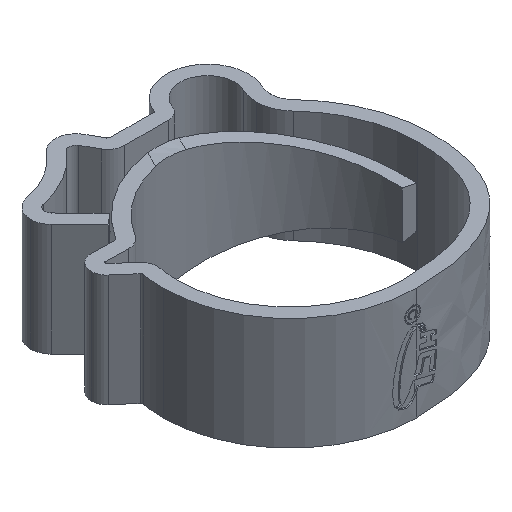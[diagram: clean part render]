
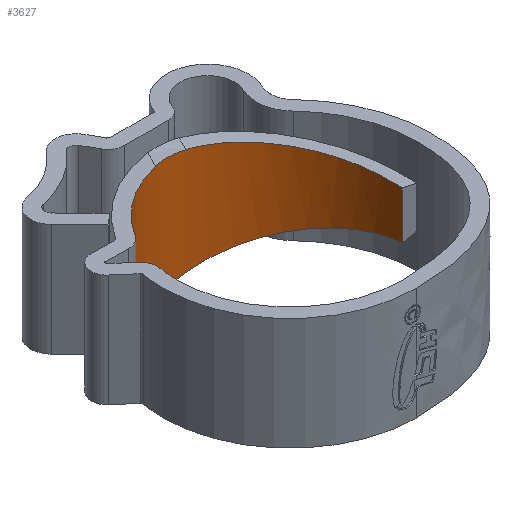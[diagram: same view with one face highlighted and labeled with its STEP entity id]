
A CAD part, isometric view. The second image highlights one B-rep face of the part: STEP entity #3627.
In plain terms, the highlighted cylindrical face has radius 8 mm (diameter 16 mm), a partial arc.
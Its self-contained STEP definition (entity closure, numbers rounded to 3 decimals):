
#127 = EDGE_CURVE ( 'NONE', #6209, #552, #1573, .T. ) ;
#198 = DIRECTION ( 'NONE',  ( 1., 0., 0. ) ) ;
#338 = DIRECTION ( 'NONE',  ( 0., 0., -1. ) ) ;
#379 = ORIENTED_EDGE ( 'NONE', *, *, #6655, .F. ) ;
#552 = VERTEX_POINT ( 'NONE', #3616 ) ;
#563 = AXIS2_PLACEMENT_3D ( 'NONE', #987, #4076, #198 ) ;
#619 = DIRECTION ( 'NONE',  ( 0., 0., -1. ) ) ;
#641 = CARTESIAN_POINT ( 'NONE',  ( 0., 0., -4. ) ) ;
#726 = CARTESIAN_POINT ( 'NONE',  ( 4.999, 7.647, -2.924 ) ) ;
#953 = VECTOR ( 'NONE', #338, 1000. ) ;
#987 = CARTESIAN_POINT ( 'NONE',  ( 0., 0., 4. ) ) ;
#1007 = LINE ( 'NONE', #2920, #953 ) ;
#1220 = VECTOR ( 'NONE', #5975, 1000. ) ;
#1360 = CARTESIAN_POINT ( 'NONE',  ( -0.952, 7.982, -4. ) ) ;
#1487 = VERTEX_POINT ( 'NONE', #7308 ) ;
#1529 = ORIENTED_EDGE ( 'NONE', *, *, #127, .T. ) ;
#1573 =( BOUNDED_CURVE ( )  B_SPLINE_CURVE ( 3, ( #4714, #7226, #5293, #7842 ),
 .UNSPECIFIED., .F., .F. ) 
 B_SPLINE_CURVE_WITH_KNOTS ( ( 4, 4 ),
 ( 0.429, 1.925 ),
 .UNSPECIFIED. ) 
 CURVE ( )  GEOMETRIC_REPRESENTATION_ITEM ( )  RATIONAL_B_SPLINE_CURVE ( ( 1., 0.822, 0.822, 1. ) ) 
 REPRESENTATION_ITEM ( '' )  );
#1760 = CARTESIAN_POINT ( 'NONE',  ( -6.778, 4.25, -4. ) ) ;
#2007 = DIRECTION ( 'NONE',  ( 1., 0., 0. ) ) ;
#2155 = AXIS2_PLACEMENT_3D ( 'NONE', #5616, #619, #4252 ) ;
#2252 = ORIENTED_EDGE ( 'NONE', *, *, #2266, .T. ) ;
#2266 = EDGE_CURVE ( 'NONE', #4365, #5051, #3428, .T. ) ;
#2401 = EDGE_CURVE ( 'NONE', #6209, #7004, #1007, .T. ) ;
#2491 = EDGE_CURVE ( 'NONE', #1487, #7493, #3839, .T. ) ;
#2722 = EDGE_CURVE ( 'NONE', #552, #6412, #6624, .T. ) ;
#2777 = CARTESIAN_POINT ( 'NONE',  ( 8., 0., -1.69 ) ) ;
#2920 = CARTESIAN_POINT ( 'NONE',  ( 8., 0., 4. ) ) ;
#2939 = CARTESIAN_POINT ( 'NONE',  ( 0.599, 7.978, 3.789 ) ) ;
#3267 = CARTESIAN_POINT ( 'NONE',  ( 8., 4.412, -2.073 ) ) ;
#3428 = LINE ( 'NONE', #5337, #1220 ) ;
#3616 = CARTESIAN_POINT ( 'NONE',  ( 0.599, 7.978, 3.789 ) ) ;
#3627 = ADVANCED_FACE ( 'NONE', ( #8168 ), #4412, .F. ) ;
#3778 = EDGE_CURVE ( 'NONE', #6412, #4365, #5214, .T. ) ;
#3839 = B_SPLINE_CURVE_WITH_KNOTS ( 'NONE', 3,
 ( #7618, #1360, #4524, #5228 ),
 .UNSPECIFIED., .F., .F.,
 ( 4, 4 ),
 ( 0., 0.002 ),
 .UNSPECIFIED. ) ;
#3927 = DIRECTION ( 'NONE',  ( 0., 0., 1. ) ) ;
#3956 = EDGE_CURVE ( 'NONE', #7493, #7004, #8126, .T. ) ;
#4076 = DIRECTION ( 'NONE',  ( 0., 0., 1. ) ) ;
#4140 = CARTESIAN_POINT ( 'NONE',  ( -6.778, 4.25, 4. ) ) ;
#4252 = DIRECTION ( 'NONE',  ( -1., 0., 0. ) ) ;
#4365 = VERTEX_POINT ( 'NONE', #4140 ) ;
#4412 = CYLINDRICAL_SURFACE ( 'NONE', #2155, 8. ) ;
#4524 = CARTESIAN_POINT ( 'NONE',  ( -0.176, 8.036, -3.941 ) ) ;
#4714 = CARTESIAN_POINT ( 'NONE',  ( 8., 0., 1.69 ) ) ;
#4805 = CARTESIAN_POINT ( 'NONE',  ( -1.725, 7.812, 4. ) ) ;
#4856 = ORIENTED_EDGE ( 'NONE', *, *, #3778, .T. ) ;
#5051 = VERTEX_POINT ( 'NONE', #1760 ) ;
#5181 = CARTESIAN_POINT ( 'NONE',  ( 0.599, 7.978, -3.789 ) ) ;
#5214 = CIRCLE ( 'NONE', #563, 8. ) ;
#5228 = CARTESIAN_POINT ( 'NONE',  ( 0.599, 7.978, -3.789 ) ) ;
#5293 = CARTESIAN_POINT ( 'NONE',  ( 4.999, 7.647, 2.924 ) ) ;
#5337 = CARTESIAN_POINT ( 'NONE',  ( -6.778, 4.25, 4. ) ) ;
#5602 = CARTESIAN_POINT ( 'NONE',  ( -0.176, 8.036, 3.941 ) ) ;
#5616 = CARTESIAN_POINT ( 'NONE',  ( 0., 0., 4. ) ) ;
#5646 = CARTESIAN_POINT ( 'NONE',  ( -1.725, 7.812, 4. ) ) ;
#5808 = AXIS2_PLACEMENT_3D ( 'NONE', #641, #3927, #2007 ) ;
#5975 = DIRECTION ( 'NONE',  ( 0., 0., -1. ) ) ;
#6037 = ORIENTED_EDGE ( 'NONE', *, *, #2722, .T. ) ;
#6082 = CIRCLE ( 'NONE', #5808, 8. ) ;
#6209 = VERTEX_POINT ( 'NONE', #7474 ) ;
#6397 = CARTESIAN_POINT ( 'NONE',  ( 8., 0., -1.69 ) ) ;
#6412 = VERTEX_POINT ( 'NONE', #4805 ) ;
#6556 = ORIENTED_EDGE ( 'NONE', *, *, #3956, .T. ) ;
#6624 = B_SPLINE_CURVE_WITH_KNOTS ( 'NONE', 3,
 ( #2939, #5602, #7371, #5646 ),
 .UNSPECIFIED., .F., .F.,
 ( 4, 4 ),
 ( 0., 0.002 ),
 .UNSPECIFIED. ) ;
#6655 = EDGE_CURVE ( 'NONE', #1487, #5051, #6082, .T. ) ;
#7004 = VERTEX_POINT ( 'NONE', #2777 ) ;
#7107 = CARTESIAN_POINT ( 'NONE',  ( 0.599, 7.978, -3.789 ) ) ;
#7209 = ORIENTED_EDGE ( 'NONE', *, *, #2401, .F. ) ;
#7226 = CARTESIAN_POINT ( 'NONE',  ( 8., 4.412, 2.073 ) ) ;
#7308 = CARTESIAN_POINT ( 'NONE',  ( -1.725, 7.812, -4. ) ) ;
#7371 = CARTESIAN_POINT ( 'NONE',  ( -0.952, 7.982, 4. ) ) ;
#7474 = CARTESIAN_POINT ( 'NONE',  ( 8., 0., 1.69 ) ) ;
#7493 = VERTEX_POINT ( 'NONE', #7107 ) ;
#7593 = EDGE_LOOP ( 'NONE', ( #379, #7778, #6556, #7209, #1529, #6037, #4856, #2252 ) ) ;
#7618 = CARTESIAN_POINT ( 'NONE',  ( -1.725, 7.812, -4. ) ) ;
#7778 = ORIENTED_EDGE ( 'NONE', *, *, #2491, .T. ) ;
#7842 = CARTESIAN_POINT ( 'NONE',  ( 0.599, 7.978, 3.789 ) ) ;
#8126 =( BOUNDED_CURVE ( )  B_SPLINE_CURVE ( 3, ( #5181, #726, #3267, #6397 ),
 .UNSPECIFIED., .F., .T. ) 
 B_SPLINE_CURVE_WITH_KNOTS ( ( 4, 4 ),
 ( 1.217, 2.713 ),
 .UNSPECIFIED. ) 
 CURVE ( )  GEOMETRIC_REPRESENTATION_ITEM ( )  RATIONAL_B_SPLINE_CURVE ( ( 1., 0.822, 0.822, 1. ) ) 
 REPRESENTATION_ITEM ( '' )  );
#8168 = FACE_OUTER_BOUND ( 'NONE', #7593, .T. ) ;
